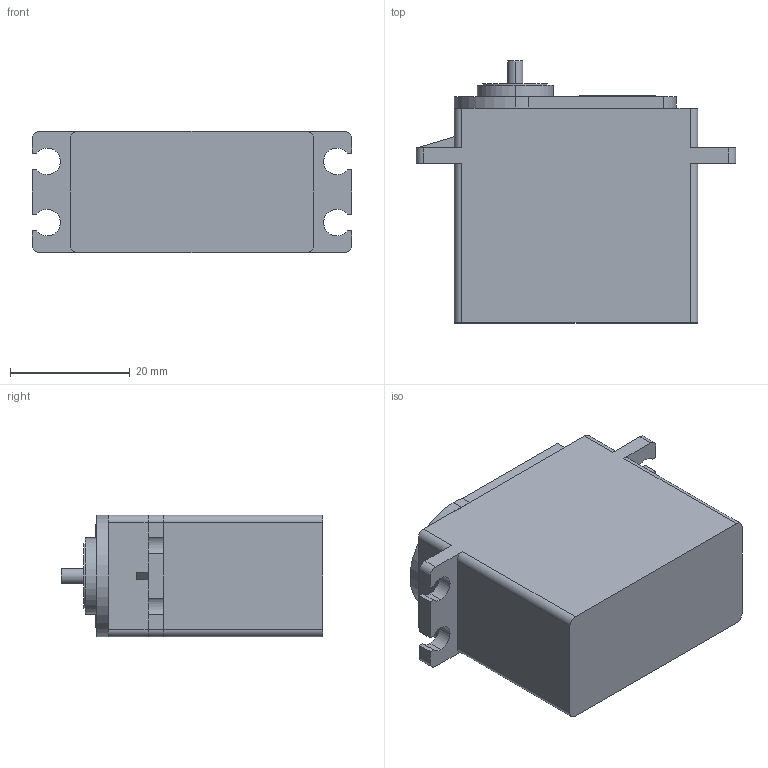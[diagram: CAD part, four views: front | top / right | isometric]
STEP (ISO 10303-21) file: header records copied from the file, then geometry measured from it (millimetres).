
FILE_DESCRIPTION (( 'STEP AP203' ), '1' );
FILE_NAME ('Pack and go 8-II( Updated Final Assembly File)Base 45 kg servo_Default_sldprt.STEP', '2024-12-13T20:42:54', ( '' ), ( '' ), 'SwSTEP 2.0', 'SolidWorks 2024', '' );
FILE_SCHEMA (( 'CONFIG_CONTROL_DESIGN' ));
Length unit declared in the file: inch
Products named in the file (1): Pack and go 8-II( Updated Final Assembly File)Base 45 kg servo_Default_sldprt
Bounding box: 53.34 x 43.75 x 20.32 mm (x, y, z)
Volume: 31683.9 mm3; surface area: 6825.8 mm2
Topology: 1 solids, 1 shells, 79 faces, 212 edges, 139 vertices
Faces by surface type: plane 45, cylinder 34
Entity records: 2558 total; most frequent: DIRECTION 441, CARTESIAN_POINT 431, ORIENTED_EDGE 424, EDGE_CURVE 212, AXIS2_PLACEMENT_3D 149, VECTOR 143, LINE 143, VERTEX_POINT 139
